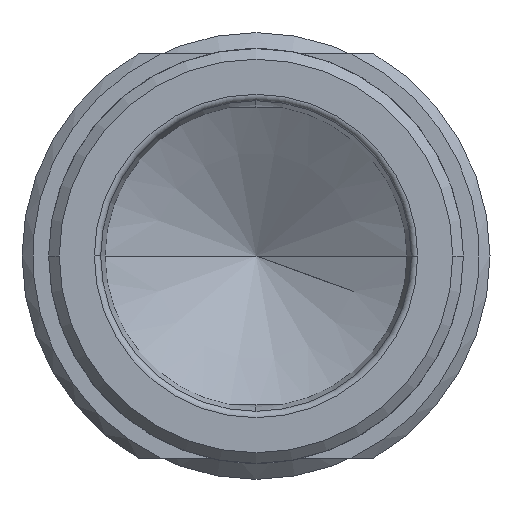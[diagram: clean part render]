
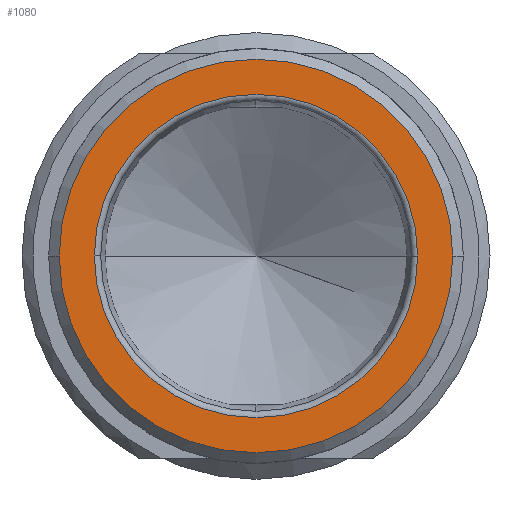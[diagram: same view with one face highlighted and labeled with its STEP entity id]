
A CAD part, left-side view. The second image highlights one B-rep face of the part: STEP entity #1080.
In plain terms, the highlighted planar face has unit normal (-1, 0, 0).
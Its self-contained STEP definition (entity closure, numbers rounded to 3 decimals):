
#318=CARTESIAN_POINT('',(-31.,0.,0.));
#319=DIRECTION('',(-1.,0.,0.));
#320=DIRECTION('',(0.,1.,0.));
#321=AXIS2_PLACEMENT_3D('',#318,#319,#320);
#323=CARTESIAN_POINT('',(-31.,0.,0.));
#324=DIRECTION('',(-1.,0.,0.));
#325=DIRECTION('',(0.,-1.,0.));
#326=AXIS2_PLACEMENT_3D('',#323,#324,#325);
#328=CARTESIAN_POINT('',(-31.,0.,0.));
#329=DIRECTION('',(-1.,0.,0.));
#330=DIRECTION('',(0.,-1.,0.));
#331=AXIS2_PLACEMENT_3D('',#328,#329,#330);
#333=CARTESIAN_POINT('',(-31.,0.,0.));
#334=DIRECTION('',(-1.,0.,0.));
#335=DIRECTION('',(0.,1.,0.));
#336=AXIS2_PLACEMENT_3D('',#333,#334,#335);
#602=CARTESIAN_POINT('',(-31.,9.25,0.));
#603=CARTESIAN_POINT('',(-31.,-9.25,0.));
#604=VERTEX_POINT('',#602);
#605=VERTEX_POINT('',#603);
#614=CARTESIAN_POINT('',(-31.,-7.6,0.));
#615=CARTESIAN_POINT('',(-31.,7.6,0.));
#616=VERTEX_POINT('',#614);
#617=VERTEX_POINT('',#615);
#1064=CARTESIAN_POINT('',(-31.,0.,0.));
#1065=DIRECTION('',(-1.,0.,0.));
#1066=DIRECTION('',(0.,1.,0.));
#1067=AXIS2_PLACEMENT_3D('',#1064,#1065,#1066);
#1068=PLANE('',#1067);
#1069=ORIENTED_EDGE('',*,*,#1054,.F.);
#1071=ORIENTED_EDGE('',*,*,#1070,.F.);
#1072=EDGE_LOOP('',(#1069,#1071));
#1073=FACE_OUTER_BOUND('',#1072,.F.);
#1075=ORIENTED_EDGE('',*,*,#1074,.T.);
#1077=ORIENTED_EDGE('',*,*,#1076,.T.);
#1078=EDGE_LOOP('',(#1075,#1077));
#1079=FACE_BOUND('',#1078,.F.);
#1080=ADVANCED_FACE('',(#1073,#1079),#1068,.T.);
#322=CIRCLE('',#321,9.25);
#327=CIRCLE('',#326,9.25);
#332=CIRCLE('',#331,7.6);
#337=CIRCLE('',#336,7.6);
#1054=EDGE_CURVE('',#604,#605,#322,.T.);
#1070=EDGE_CURVE('',#605,#604,#327,.T.);
#1074=EDGE_CURVE('',#616,#617,#332,.T.);
#1076=EDGE_CURVE('',#617,#616,#337,.T.);
